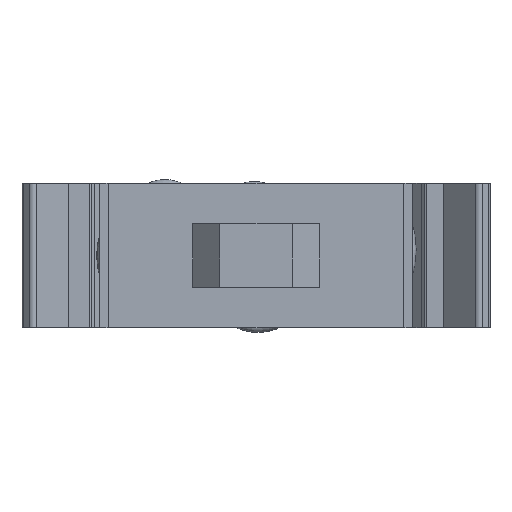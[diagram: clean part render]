
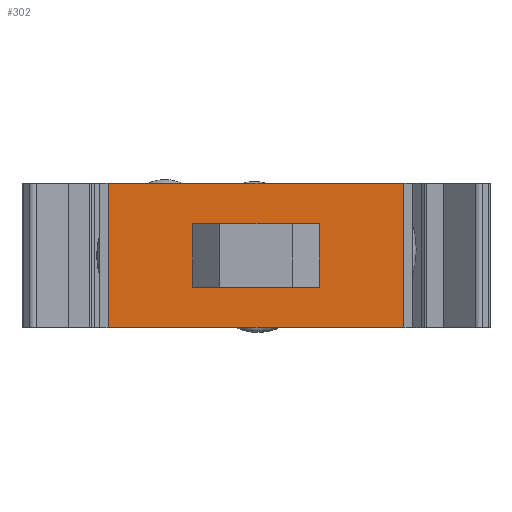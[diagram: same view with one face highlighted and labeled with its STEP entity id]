
A CAD part, front view. The second image highlights one B-rep face of the part: STEP entity #302.
In plain terms, the highlighted planar face has unit normal (0, -1, 0).
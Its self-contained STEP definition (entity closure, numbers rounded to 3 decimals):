
#302=ADVANCED_FACE('',(#569,#570),#571,.F.);
#569=FACE_OUTER_BOUND('',#855,.T.);
#570=FACE_BOUND('',#856,.T.);
#571=PLANE('',#857);
#855=EDGE_LOOP('',(#1848,#1849,#1850,#1851));
#856=EDGE_LOOP('',(#1852,#1853,#1854,#1855,#1856,#1857));
#857=AXIS2_PLACEMENT_3D('',#1858,#1859,#1860);
#1848=ORIENTED_EDGE('',*,*,#2195,.T.);
#1849=ORIENTED_EDGE('',*,*,#2224,.F.);
#1850=ORIENTED_EDGE('',*,*,#2024,.F.);
#1851=ORIENTED_EDGE('',*,*,#2267,.T.);
#1852=ORIENTED_EDGE('',*,*,#2296,.T.);
#1853=ORIENTED_EDGE('',*,*,#2291,.T.);
#1854=ORIENTED_EDGE('',*,*,#2288,.T.);
#1855=ORIENTED_EDGE('',*,*,#2293,.T.);
#1856=ORIENTED_EDGE('',*,*,#2097,.T.);
#1857=ORIENTED_EDGE('',*,*,#2294,.T.);
#1858=CARTESIAN_POINT('',(-16.3,0.0,8.0));
#1859=DIRECTION('',(-0.0,1.0,0.0));
#1860=DIRECTION('',(1.0,0.0,0.0));
#2024=EDGE_CURVE('',#2402,#2404,#2405,.T.);
#2097=EDGE_CURVE('',#2546,#2547,#2548,.T.);
#2195=EDGE_CURVE('',#2723,#2721,#2724,.T.);
#2224=EDGE_CURVE('',#2404,#2721,#2775,.T.);
#2267=EDGE_CURVE('',#2402,#2723,#2832,.T.);
#2288=EDGE_CURVE('',#2860,#2861,#2862,.T.);
#2291=EDGE_CURVE('',#2865,#2860,#2866,.T.);
#2293=EDGE_CURVE('',#2861,#2546,#2868,.T.);
#2294=EDGE_CURVE('',#2547,#2869,#2870,.T.);
#2296=EDGE_CURVE('',#2869,#2865,#2872,.T.);
#2402=VERTEX_POINT('',#3017);
#2404=VERTEX_POINT('',#3020);
#2405=LINE('',#3021,#3022);
#2546=VERTEX_POINT('',#3215);
#2547=VERTEX_POINT('',#3216);
#2548=LINE('',#3217,#3218);
#2721=VERTEX_POINT('',#3479);
#2723=VERTEX_POINT('',#3482);
#2724=LINE('',#3483,#3484);
#2775=LINE('',#3558,#3559);
#2832=LINE('',#3650,#3651);
#2860=VERTEX_POINT('',#3717);
#2861=VERTEX_POINT('',#3718);
#2862=CIRCLE('',#3719,4.0);
#2865=VERTEX_POINT('',#3724);
#2866=LINE('',#3725,#3726);
#2868=LINE('',#3729,#3730);
#2869=VERTEX_POINT('',#3731);
#2870=CIRCLE('',#3732,4.0);
#2872=LINE('',#3735,#3736);
#3017=CARTESIAN_POINT('',(-16.3,0.0,8.0));
#3020=CARTESIAN_POINT('',(16.3,0.0,8.0));
#3021=CARTESIAN_POINT('',(-16.3,0.0,8.0));
#3022=VECTOR('',#3888,1.0);
#3215=CARTESIAN_POINT('',(4.0,0.0,3.5));
#3216=CARTESIAN_POINT('',(4.0,0.0,0.5));
#3217=CARTESIAN_POINT('',(4.0,0.0,3.5));
#3218=VECTOR('',#4001,1.0);
#3479=CARTESIAN_POINT('',(16.3,0.0,-8.0));
#3482=CARTESIAN_POINT('',(-16.3,0.0,-8.0));
#3483=CARTESIAN_POINT('',(-16.3,0.0,-8.0));
#3484=VECTOR('',#4177,1.0);
#3558=CARTESIAN_POINT('',(16.3,0.0,8.0));
#3559=VECTOR('',#4216,1.0);
#3650=CARTESIAN_POINT('',(-16.3,0.0,8.0));
#3651=VECTOR('',#4275,1.0);
#3717=CARTESIAN_POINT('',(-4.0,0.0,-0.5));
#3718=CARTESIAN_POINT('',(0.,0.0,3.5));
#3719=AXIS2_PLACEMENT_3D('',#4301,#4302,#4303);
#3724=CARTESIAN_POINT('',(-4.0,0.0,-3.5));
#3725=CARTESIAN_POINT('',(-4.0,0.0,-3.5));
#3726=VECTOR('',#4306,1.0);
#3729=CARTESIAN_POINT('',(0.0,0.0,3.5));
#3730=VECTOR('',#4308,1.0);
#3731=CARTESIAN_POINT('',(0.,0.0,-3.5));
#3732=AXIS2_PLACEMENT_3D('',#4309,#4310,#4311);
#3735=CARTESIAN_POINT('',(0.0,0.0,-3.5));
#3736=VECTOR('',#4313,1.0);
#3888=DIRECTION('',(1.0,0.0,0.0));
#4001=DIRECTION('',(0.0,0.0,-1.0));
#4177=DIRECTION('',(1.0,0.0,0.0));
#4216=DIRECTION('',(0.0,0.0,-1.0));
#4275=DIRECTION('',(0.0,0.0,-1.0));
#4301=CARTESIAN_POINT('',(0.,0.0,-0.5));
#4302=DIRECTION('',(-0.0,1.0,0.0));
#4303=DIRECTION('',(1.0,0.0,0.0));
#4306=DIRECTION('',(0.0,0.0,1.0));
#4308=DIRECTION('',(1.0,0.0,0.0));
#4309=CARTESIAN_POINT('',(0.,0.0,0.5));
#4310=DIRECTION('',(-0.0,1.0,0.0));
#4311=DIRECTION('',(1.0,0.0,0.0));
#4313=DIRECTION('',(-1.0,0.0,0.0));
